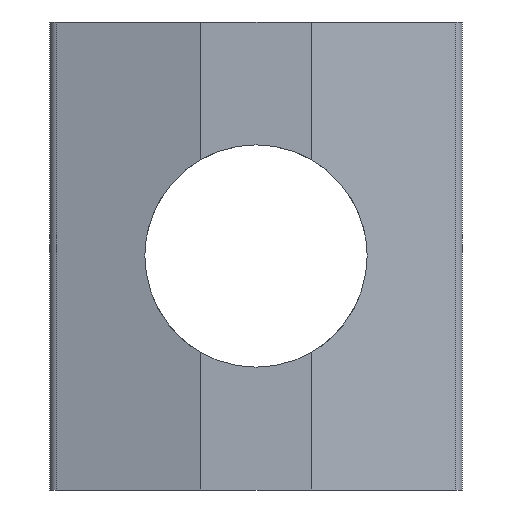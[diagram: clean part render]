
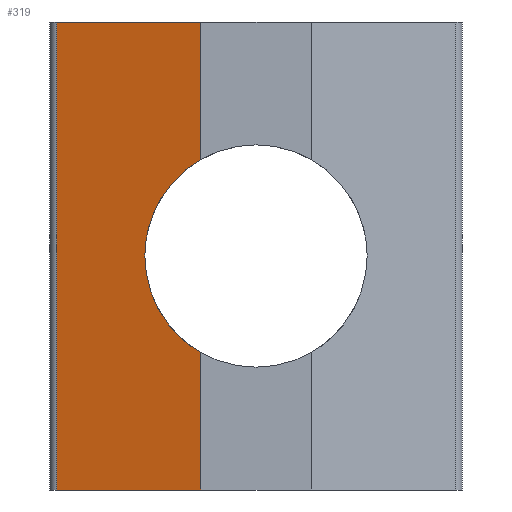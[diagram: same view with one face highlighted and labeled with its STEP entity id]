
A CAD part, front view. The second image highlights one B-rep face of the part: STEP entity #319.
In plain terms, the highlighted planar face has unit normal (-0.254, -0.967, 0).
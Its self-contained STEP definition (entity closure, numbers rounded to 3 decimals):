
#7 = VECTOR ( 'NONE', #1691, 1000. ) ;
#8 = VECTOR ( 'NONE', #1711, 1000. ) ;
#19 =( BOUNDED_CURVE ( )  B_SPLINE_CURVE ( 3, ( #1248, #1249, #1250, #1251 ),
 .UNSPECIFIED., .F., .F. ) 
 B_SPLINE_CURVE_WITH_KNOTS ( ( 4, 4 ),
 ( 3.142, 4.191 ),
 .UNSPECIFIED. ) 
 CURVE ( )  GEOMETRIC_REPRESENTATION_ITEM ( )  RATIONAL_B_SPLINE_CURVE ( ( 1., 0.91, 0.91, 1. ) ) 
 REPRESENTATION_ITEM ( '' )  );
#50 =( BOUNDED_CURVE ( )  B_SPLINE_CURVE ( 3, ( #1718, #1719, #1720, #1721 ),
 .UNSPECIFIED., .F., .F. ) 
 B_SPLINE_CURVE_WITH_KNOTS ( ( 4, 4 ),
 ( 2.092, 3.142 ),
 .UNSPECIFIED. ) 
 CURVE ( )  GEOMETRIC_REPRESENTATION_ITEM ( )  RATIONAL_B_SPLINE_CURVE ( ( 1., 0.91, 0.91, 1. ) ) 
 REPRESENTATION_ITEM ( '' )  );
#78 = EDGE_CURVE ( 'NONE', #276, #269, #19, .T. ) ;
#161 = FACE_OUTER_BOUND ( 'NONE', #250, .T. ) ;
#164 = AXIS2_PLACEMENT_3D ( 'NONE', #1421, #1422, #1423 ) ;
#176 = VECTOR ( 'NONE', #1504, 1000. ) ;
#185 = VECTOR ( 'NONE', #1714, 1000. ) ;
#250 = EDGE_LOOP ( 'NONE', ( #454, #456, #455, #457, #458, #459, #461 ) ) ;
#269 = VERTEX_POINT ( 'NONE', #1311 ) ;
#276 = VERTEX_POINT ( 'NONE', #1318 ) ;
#319 = ADVANCED_FACE ( 'NONE', ( #161 ), #1420, .T. ) ;
#341 = EDGE_CURVE ( 'NONE', #389, #390, #1502, .T. ) ;
#389 = VERTEX_POINT ( 'NONE', #1570 ) ;
#390 = VERTEX_POINT ( 'NONE', #1571 ) ;
#405 = VERTEX_POINT ( 'NONE', #1585 ) ;
#406 = VERTEX_POINT ( 'NONE', #1586 ) ;
#407 = VERTEX_POINT ( 'NONE', #1587 ) ;
#454 = ORIENTED_EDGE ( 'NONE', *, *, #652, .T. ) ;
#455 = ORIENTED_EDGE ( 'NONE', *, *, #653, .F. ) ;
#456 = ORIENTED_EDGE ( 'NONE', *, *, #651, .T. ) ;
#457 = ORIENTED_EDGE ( 'NONE', *, *, #654, .F. ) ;
#458 = ORIENTED_EDGE ( 'NONE', *, *, #78, .F. ) ;
#459 = ORIENTED_EDGE ( 'NONE', *, *, #655, .F. ) ;
#461 = ORIENTED_EDGE ( 'NONE', *, *, #341, .F. ) ;
#651 = EDGE_CURVE ( 'NONE', #405, #406, #1689, .T. ) ;
#652 = EDGE_CURVE ( 'NONE', #389, #405, #1692, .T. ) ;
#653 = EDGE_CURVE ( 'NONE', #407, #406, #1712, .T. ) ;
#654 = EDGE_CURVE ( 'NONE', #269, #407, #1715, .T. ) ;
#655 = EDGE_CURVE ( 'NONE', #390, #276, #50, .T. ) ;
#1248 = CARTESIAN_POINT ( 'NONE',  ( -2.375, 0.312, 5. ) ) ;
#1249 = CARTESIAN_POINT ( 'NONE',  ( -2.375, 0.312, 4.129 ) ) ;
#1250 = CARTESIAN_POINT ( 'NONE',  ( -1.939, 0.198, 3.375 ) ) ;
#1251 = CARTESIAN_POINT ( 'NONE',  ( -1.184, 0., 2.941 ) ) ;
#1311 = CARTESIAN_POINT ( 'NONE',  ( -1.184, 0., 2.941 ) ) ;
#1318 = CARTESIAN_POINT ( 'NONE',  ( -2.375, 0.312, 5. ) ) ;
#1420 = PLANE ( 'NONE',  #164 ) ;
#1421 = CARTESIAN_POINT ( 'NONE',  ( -0.076, -0.29, 10. ) ) ;
#1422 = DIRECTION ( 'NONE',  ( -0.253, -0.967, 0. ) ) ;
#1423 = DIRECTION ( 'NONE',  ( 0.967, -0.253, 0. ) ) ;
#1502 = LINE ( 'NONE', #1503, #176 ) ;
#1503 = CARTESIAN_POINT ( 'NONE',  ( -1.184, 0., 10. ) ) ;
#1504 = DIRECTION ( 'NONE',  ( 0., 0., -1. ) ) ;
#1570 = CARTESIAN_POINT ( 'NONE',  ( -1.184, 0., 10. ) ) ;
#1571 = CARTESIAN_POINT ( 'NONE',  ( -1.184, 0., 7.059 ) ) ;
#1585 = CARTESIAN_POINT ( 'NONE',  ( -4.262, 0.807, 10. ) ) ;
#1586 = CARTESIAN_POINT ( 'NONE',  ( -4.262, 0.807, 0. ) ) ;
#1587 = CARTESIAN_POINT ( 'NONE',  ( -1.184, 0., 0. ) ) ;
#1689 = LINE ( 'NONE', #1690, #7 ) ;
#1690 = CARTESIAN_POINT ( 'NONE',  ( -4.262, 0.807, 0. ) ) ;
#1691 = DIRECTION ( 'NONE',  ( 0., 0., -1. ) ) ;
#1692 = LINE ( 'NONE', #1710, #8 ) ;
#1710 = CARTESIAN_POINT ( 'NONE',  ( -0.076, -0.29, 10. ) ) ;
#1711 = DIRECTION ( 'NONE',  ( -0.967, 0.253, 0. ) ) ;
#1712 = LINE ( 'NONE', #1713, #185 ) ;
#1713 = CARTESIAN_POINT ( 'NONE',  ( -0.076, -0.29, 0. ) ) ;
#1714 = DIRECTION ( 'NONE',  ( -0.967, 0.253, 0. ) ) ;
#1715 = LINE ( 'NONE', #1716, #1997 ) ;
#1716 = CARTESIAN_POINT ( 'NONE',  ( -1.184, 0., 10. ) ) ;
#1717 = DIRECTION ( 'NONE',  ( 0., 0., -1. ) ) ;
#1718 = CARTESIAN_POINT ( 'NONE',  ( -1.184, 0., 7.059 ) ) ;
#1719 = CARTESIAN_POINT ( 'NONE',  ( -1.939, 0.198, 6.625 ) ) ;
#1720 = CARTESIAN_POINT ( 'NONE',  ( -2.375, 0.312, 5.871 ) ) ;
#1721 = CARTESIAN_POINT ( 'NONE',  ( -2.375, 0.312, 5. ) ) ;
#1997 = VECTOR ( 'NONE', #1717, 1000. ) ;
